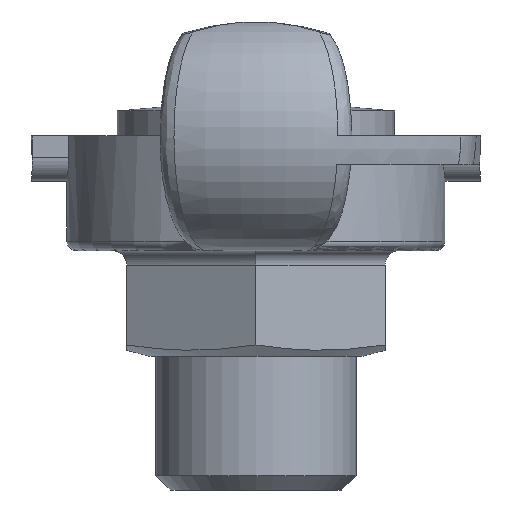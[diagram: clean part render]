
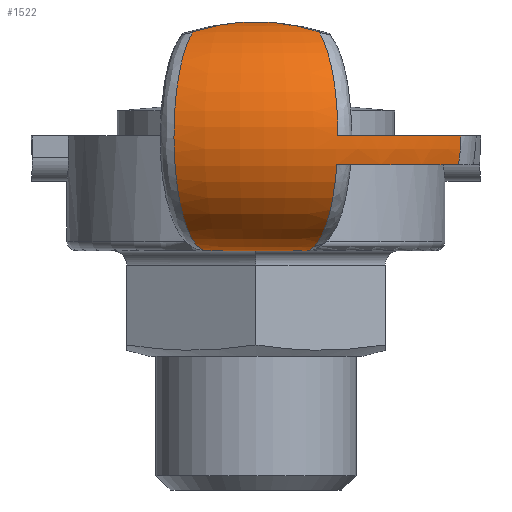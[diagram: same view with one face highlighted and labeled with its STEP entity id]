
A CAD part, left-side view. The second image highlights one B-rep face of the part: STEP entity #1522.
In plain terms, the highlighted toroidal (fillet/blend) face has major radius 19.5 mm and minor radius 12 mm.
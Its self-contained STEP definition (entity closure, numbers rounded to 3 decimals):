
#48=B_SPLINE_CURVE_WITH_KNOTS('',3,(#2549,#2550,#2551,#2552,#2553,#2554,
#2555,#2556,#2557,#2558),.UNSPECIFIED.,.F.,.F.,(4,2,2,2,4),(8.063,
8.164,8.368,8.571,8.775),
 .UNSPECIFIED.);
#51=B_SPLINE_CURVE_WITH_KNOTS('',3,(#2598,#2599,#2600,#2601,#2602,#2603,
#2604,#2605,#2606,#2607),.UNSPECIFIED.,.F.,.F.,(4,2,2,2,4),(8.775,
8.979,9.182,9.386,9.487),
 .UNSPECIFIED.);
#53=B_SPLINE_CURVE_WITH_KNOTS('',3,(#2647,#2648,#2649,#2650,#2651,#2652),
 .UNSPECIFIED.,.F.,.F.,(4,1,1,4),(-3.099,-2.994,-2.586,
-1.974),.UNSPECIFIED.);
#57=B_SPLINE_CURVE_WITH_KNOTS('',3,(#2680,#2681,#2682,#2683,#2684,#2685,
#2686,#2687,#2688,#2689),.UNSPECIFIED.,.F.,.F.,(4,1,1,1,1,1,1,4),(2.823,
3.187,3.621,4.055,4.489,4.922,
5.356,5.488),.UNSPECIFIED.);
#58=B_SPLINE_CURVE_WITH_KNOTS('',3,(#2690,#2691,#2692,#2693),
 .UNSPECIFIED.,.F.,.F.,(4,4),(2.754,2.823),
 .UNSPECIFIED.);
#59=B_SPLINE_CURVE_WITH_KNOTS('',3,(#2695,#2696,#2697,#2698),
 .UNSPECIFIED.,.F.,.F.,(4,4),(6.713,6.782),
 .UNSPECIFIED.);
#60=B_SPLINE_CURVE_WITH_KNOTS('',3,(#2700,#2701,#2702,#2703,#2704,#2705),
 .UNSPECIFIED.,.F.,.F.,(4,1,1,4),(-8.071,-7.683,-7.295,
-6.782),.UNSPECIFIED.);
#61=B_SPLINE_CURVE_WITH_KNOTS('',3,(#2709,#2710,#2711,#2712),
 .UNSPECIFIED.,.F.,.F.,(4,4),(-4.465,-4.289),
 .UNSPECIFIED.);
#111=TOROIDAL_SURFACE('',#1708,19.5,12.);
#193=FACE_OUTER_BOUND('',#277,.T.);
#277=EDGE_LOOP('',(#1098,#1099,#1100,#1101,#1102,#1103,#1104,#1105,#1106,
#1107,#1108));
#512=CIRCLE('',#1697,18.918);
#519=CIRCLE('',#1709,31.119);
#520=CIRCLE('',#1710,31.5);
#608=VERTEX_POINT('',#2367);
#609=VERTEX_POINT('',#2382);
#627=VERTEX_POINT('',#2538);
#629=VERTEX_POINT('',#2548);
#630=VERTEX_POINT('',#2578);
#632=VERTEX_POINT('',#2646);
#635=VERTEX_POINT('',#2679);
#636=VERTEX_POINT('',#2694);
#637=VERTEX_POINT('',#2699);
#638=VERTEX_POINT('',#2706);
#639=VERTEX_POINT('',#2708);
#783=EDGE_CURVE('',#608,#609,#512,.F.);
#805=EDGE_CURVE('',#629,#627,#48,.T.);
#808=EDGE_CURVE('',#627,#630,#51,.T.);
#810=EDGE_CURVE('',#629,#632,#53,.T.);
#814=EDGE_CURVE('',#635,#630,#57,.T.);
#815=EDGE_CURVE('',#609,#635,#58,.T.);
#816=EDGE_CURVE('',#636,#608,#59,.F.);
#817=EDGE_CURVE('',#637,#636,#60,.T.);
#818=EDGE_CURVE('',#637,#638,#519,.T.);
#819=EDGE_CURVE('',#639,#638,#61,.T.);
#820=EDGE_CURVE('',#632,#639,#520,.T.);
#1098=ORIENTED_EDGE('',*,*,#805,.T.);
#1099=ORIENTED_EDGE('',*,*,#808,.T.);
#1100=ORIENTED_EDGE('',*,*,#814,.F.);
#1101=ORIENTED_EDGE('',*,*,#815,.F.);
#1102=ORIENTED_EDGE('',*,*,#783,.F.);
#1103=ORIENTED_EDGE('',*,*,#816,.F.);
#1104=ORIENTED_EDGE('',*,*,#817,.F.);
#1105=ORIENTED_EDGE('',*,*,#818,.T.);
#1106=ORIENTED_EDGE('',*,*,#819,.F.);
#1107=ORIENTED_EDGE('',*,*,#820,.F.);
#1108=ORIENTED_EDGE('',*,*,#810,.F.);
#1522=ADVANCED_FACE('',(#193),#111,.T.);
#1697=AXIS2_PLACEMENT_3D('',#2383,#1946,#1947);
#1708=AXIS2_PLACEMENT_3D('',#2678,#1974,#1975);
#1709=AXIS2_PLACEMENT_3D('',#2707,#1976,#1977);
#1710=AXIS2_PLACEMENT_3D('',#2713,#1978,#1979);
#1946=DIRECTION('center_axis',(0.,0.,1.));
#1947=DIRECTION('ref_axis',(-1.,0.,0.));
#1974=DIRECTION('center_axis',(0.,0.,1.));
#1975=DIRECTION('ref_axis',(-0.972,-0.234,0.));
#1976=DIRECTION('center_axis',(0.,0.,1.));
#1977=DIRECTION('ref_axis',(-1.,0.,0.));
#1978=DIRECTION('center_axis',(0.,0.,1.));
#1979=DIRECTION('ref_axis',(1.,0.,0.));
#2367=CARTESIAN_POINT('',(-18.243,-5.007,-11.986));
#2382=CARTESIAN_POINT('',(-18.243,5.007,-11.986));
#2383=CARTESIAN_POINT('Origin',(0.,0.,-11.986));
#2538=CARTESIAN_POINT('',(-21.,0.,11.906));
#2548=CARTESIAN_POINT('',(-23.687,-6.61,10.866));
#2549=CARTESIAN_POINT('Ctrl Pts',(-23.687,-6.61,10.866));
#2550=CARTESIAN_POINT('Ctrl Pts',(-23.553,-6.306,10.965));
#2551=CARTESIAN_POINT('Ctrl Pts',(-23.411,-5.998,11.058));
#2552=CARTESIAN_POINT('Ctrl Pts',(-22.968,-5.065,11.319));
#2553=CARTESIAN_POINT('Ctrl Pts',(-22.648,-4.435,11.464));
#2554=CARTESIAN_POINT('Ctrl Pts',(-22.014,-3.182,11.692));
#2555=CARTESIAN_POINT('Ctrl Pts',(-21.698,-2.563,11.774));
#2556=CARTESIAN_POINT('Ctrl Pts',(-21.19,-1.311,11.88));
#2557=CARTESIAN_POINT('Ctrl Pts',(-21.,-0.679,11.906));
#2558=CARTESIAN_POINT('Ctrl Pts',(-21.,0.,11.906));
#2578=CARTESIAN_POINT('',(-23.687,6.61,10.866));
#2598=CARTESIAN_POINT('Ctrl Pts',(-21.,0.,11.906));
#2599=CARTESIAN_POINT('Ctrl Pts',(-21.,0.679,11.906));
#2600=CARTESIAN_POINT('Ctrl Pts',(-21.19,1.311,11.88));
#2601=CARTESIAN_POINT('Ctrl Pts',(-21.698,2.563,11.774));
#2602=CARTESIAN_POINT('Ctrl Pts',(-22.014,3.182,11.692));
#2603=CARTESIAN_POINT('Ctrl Pts',(-22.648,4.435,11.464));
#2604=CARTESIAN_POINT('Ctrl Pts',(-22.968,5.065,11.319));
#2605=CARTESIAN_POINT('Ctrl Pts',(-23.411,5.998,11.058));
#2606=CARTESIAN_POINT('Ctrl Pts',(-23.553,6.306,10.965));
#2607=CARTESIAN_POINT('Ctrl Pts',(-23.687,6.61,10.866));
#2646=CARTESIAN_POINT('',(-30.313,-8.567,0.));
#2647=CARTESIAN_POINT('Ctrl Pts',(-23.686,-6.609,10.864));
#2648=CARTESIAN_POINT('Ctrl Pts',(-24.056,-6.718,10.683));
#2649=CARTESIAN_POINT('Ctrl Pts',(-25.805,-7.235,9.708));
#2650=CARTESIAN_POINT('Ctrl Pts',(-29.058,-8.196,6.561));
#2651=CARTESIAN_POINT('Ctrl Pts',(-30.313,-8.567,2.455));
#2652=CARTESIAN_POINT('Ctrl Pts',(-30.313,-8.567,0.));
#2678=CARTESIAN_POINT('Origin',(0.,0.,0.));
#2679=CARTESIAN_POINT('',(-19.042,5.242,-11.997));
#2680=CARTESIAN_POINT('Ctrl Pts',(-19.042,5.242,-11.997));
#2681=CARTESIAN_POINT('Ctrl Pts',(-20.446,5.654,-11.965));
#2682=CARTESIAN_POINT('Ctrl Pts',(-23.529,6.562,-11.304));
#2683=CARTESIAN_POINT('Ctrl Pts',(-27.519,7.741,-8.415));
#2684=CARTESIAN_POINT('Ctrl Pts',(-30.123,8.511,-3.775));
#2685=CARTESIAN_POINT('Ctrl Pts',(-30.587,8.649,1.565));
#2686=CARTESIAN_POINT('Ctrl Pts',(-28.854,8.136,6.611));
#2687=CARTESIAN_POINT('Ctrl Pts',(-26.068,7.312,9.538));
#2688=CARTESIAN_POINT('Ctrl Pts',(-24.149,6.746,10.64));
#2689=CARTESIAN_POINT('Ctrl Pts',(-23.687,6.61,10.865));
#2690=CARTESIAN_POINT('Ctrl Pts',(-18.243,5.007,-11.986));
#2691=CARTESIAN_POINT('Ctrl Pts',(-18.509,5.085,-11.999));
#2692=CARTESIAN_POINT('Ctrl Pts',(-18.775,5.164,-12.003));
#2693=CARTESIAN_POINT('Ctrl Pts',(-19.042,5.242,-11.997));
#2694=CARTESIAN_POINT('',(-19.042,-5.242,-11.997));
#2695=CARTESIAN_POINT('Ctrl Pts',(-18.243,-5.007,-11.986));
#2696=CARTESIAN_POINT('Ctrl Pts',(-18.508,-5.085,-11.999));
#2697=CARTESIAN_POINT('Ctrl Pts',(-18.775,-5.163,-12.003));
#2698=CARTESIAN_POINT('Ctrl Pts',(-19.04,-5.242,-11.997));
#2699=CARTESIAN_POINT('',(-29.947,-8.459,-3.));
#2700=CARTESIAN_POINT('Ctrl Pts',(-29.947,-8.459,-3.));
#2701=CARTESIAN_POINT('Ctrl Pts',(-29.572,-8.348,-4.514));
#2702=CARTESIAN_POINT('Ctrl Pts',(-28.249,-7.957,-7.377));
#2703=CARTESIAN_POINT('Ctrl Pts',(-24.483,-6.844,-10.92));
#2704=CARTESIAN_POINT('Ctrl Pts',(-21.022,-5.824,-11.95));
#2705=CARTESIAN_POINT('Ctrl Pts',(-19.042,-5.242,-11.997));
#2706=CARTESIAN_POINT('',(-22.826,-21.151,-3.));
#2707=CARTESIAN_POINT('Origin',(0.,0.,-3.));
#2708=CARTESIAN_POINT('',(-23.099,-21.417,0.));
#2709=CARTESIAN_POINT('Ctrl Pts',(-23.099,-21.417,0.));
#2710=CARTESIAN_POINT('Ctrl Pts',(-23.099,-21.417,-1.015));
#2711=CARTESIAN_POINT('Ctrl Pts',(-23.006,-21.327,-2.024));
#2712=CARTESIAN_POINT('Ctrl Pts',(-22.826,-21.151,-3.));
#2713=CARTESIAN_POINT('Origin',(0.,0.,0.));
